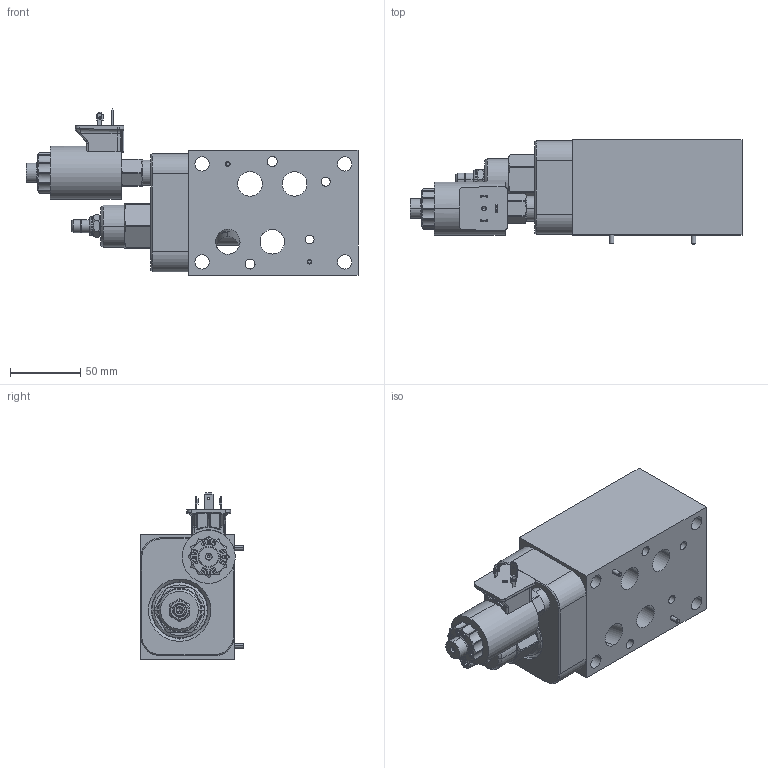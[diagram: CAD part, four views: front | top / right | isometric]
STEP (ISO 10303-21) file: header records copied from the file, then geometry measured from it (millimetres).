
FILE_DESCRIPTION((''),'2;1');
FILE_NAME('XRFILANFA224_ASM','2019-07-26T',('ProEService'),(''),'PRO/ENGINEER BY PARAMETRIC TECHNOLOGY CORPORATION, 2014200','PRO/ENGINEER BY PARAMETRIC TECHNOLOGY CORPORATION, 2014200','');
FILE_SCHEMA(('CONFIG_CONTROL_DESIGN'));
Length unit declared in the file: inch
Products named in the file (9): 158-953-001; RVGALAN; DTAFMHN224; 340-003; 811-001-006; 500-001-111; 500-001-118; 700-006; XRFILANFA224_ASM
Assembly tree (9 placements, depth 2):
  XRFILANFA224_ASM
    158-953-001
    RVGALAN
    DTAFMHN224
    340-003
    811-001-006  x2
    500-001-111
    500-001-118
    700-006
Bounding box: 236.73 x 74.02 x 118.59 mm (x, y, z)
Volume: 852803.5 mm3; surface area: 157755.2 mm2
Topology: 10 solids, 10 shells, 1110 faces, 2991 edges, 2081 vertices
Faces by surface type: plane 401, cylinder 386, cone 182, torus 78, bspline 38, revolution 14, sphere 11
Entity records: 39904 total; most frequent: CARTESIAN_POINT 12880, DIRECTION 5617, ORIENTED_EDGE 5272, EDGE_CURVE 2636, AXIS2_PLACEMENT_3D 2050, VERTEX_POINT 1631, VECTOR 1503, LINE 1503
